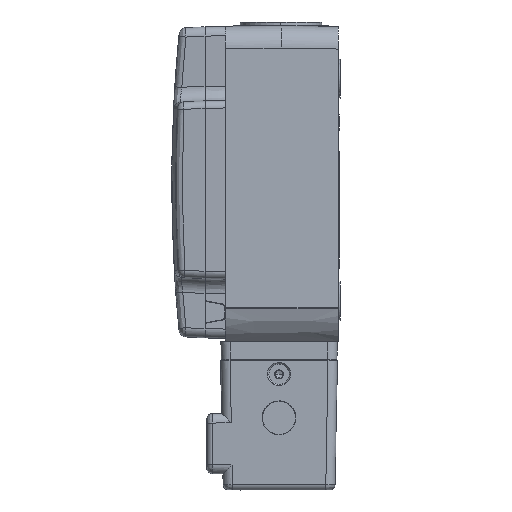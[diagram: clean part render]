
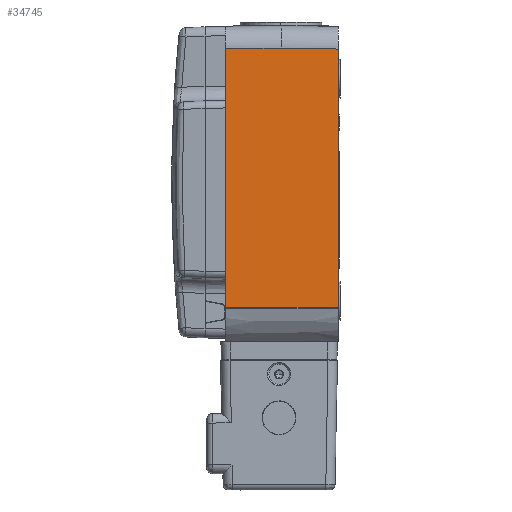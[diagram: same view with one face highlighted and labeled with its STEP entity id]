
A CAD part, left-side view. The second image highlights one B-rep face of the part: STEP entity #34745.
In plain terms, the highlighted planar face has unit normal (-1, -0.018, 0).
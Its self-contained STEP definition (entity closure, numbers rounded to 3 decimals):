
#3260=CARTESIAN_POINT('',(-20.468,0.,-31.863));
#3266=DIRECTION('',(0.,0.,-1.));
#3267=VECTOR('',#3266,69.864);
#3268=CARTESIAN_POINT('',(-20.468,0.,38.001));
#3269=LINE('',#3268,#3267);
#3278=CARTESIAN_POINT('',(-20.468,0.,38.001));
#3436=CARTESIAN_POINT('',(-21.,30.5,
-22.729));
#3446=DIRECTION('',(0.,0.,-1.));
#3447=VECTOR('',#3446,9.182);
#3448=CARTESIAN_POINT('',(-21.,30.5,
-22.729));
#3449=LINE('',#3448,#3447);
#3454=CARTESIAN_POINT('',(-21.,30.5,-31.912));
#3590=CARTESIAN_POINT('',(-21.,30.5,38.071));
#3600=DIRECTION('',(0.,0.,-1.));
#3601=VECTOR('',#3600,15.341);
#3602=CARTESIAN_POINT('',(-21.,30.5,38.071));
#3603=LINE('',#3602,#3601);
#3612=CARTESIAN_POINT('',(-21.,30.5,22.73));
#4412=DIRECTION('',(0.,0.,1.));
#4413=VECTOR('',#4412,44.191);
#4414=CARTESIAN_POINT('',(-21.001,30.575,
-22.095));
#4415=LINE('',#4414,#4413);
#4416=DIRECTION('',(0.017,-1.,0.013));
#4417=VECTOR('',#4416,15.096);
#4418=CARTESIAN_POINT('',(-21.,30.5,38.071));
#4419=LINE('',#4418,#4417);
#4420=DIRECTION('',(0.017,-1.,-0.017));
#4421=VECTOR('',#4420,15.412);
#4422=CARTESIAN_POINT('',(-20.737,15.408,38.27));
#4423=LINE('',#4422,#4421);
#4424=CARTESIAN_POINT('',(-21.,30.5,-31.912));
#4425=CARTESIAN_POINT('',(-20.941,27.127,
-31.906));
#4426=CARTESIAN_POINT('',(-20.823,20.37,
-31.896));
#4427=CARTESIAN_POINT('',(-20.646,10.203,
-31.88));
#4428=CARTESIAN_POINT('',(-20.527,3.405,
-31.869));
#4429=CARTESIAN_POINT('',(-20.468,0.,-31.863));
#24617=CARTESIAN_POINT('',(-21.,30.5,
-22.729));
#24618=CARTESIAN_POINT('',(-21.,30.5,
-22.68));
#24619=CARTESIAN_POINT('',(-21.,30.506,
-22.579));
#24620=CARTESIAN_POINT('',(-21.001,30.529,
-22.42));
#24621=CARTESIAN_POINT('',(-21.001,30.558,
-22.259));
#24622=CARTESIAN_POINT('',(-21.001,30.575,
-22.15));
#24623=CARTESIAN_POINT('',(-21.001,30.575,
-22.095));
#24648=CARTESIAN_POINT('',(-21.001,30.575,
22.095));
#24649=CARTESIAN_POINT('',(-21.001,30.575,
22.149));
#24650=CARTESIAN_POINT('',(-21.001,30.559,
22.256));
#24651=CARTESIAN_POINT('',(-21.001,30.529,
22.419));
#24652=CARTESIAN_POINT('',(-21.,30.506,
22.581));
#24653=CARTESIAN_POINT('',(-21.,30.5,
22.681));
#24654=CARTESIAN_POINT('',(-21.,30.5,
22.73));
#27332=CARTESIAN_POINT('',(-20.737,15.408,
38.27));
#27374=VERTEX_POINT('',#27332);
#27471=VERTEX_POINT('',#3260);
#27474=VERTEX_POINT('',#3454);
#31445=CARTESIAN_POINT('',(-21.001,30.575,
-22.095));
#31446=CARTESIAN_POINT('',(-21.001,30.575,
22.095));
#31447=VERTEX_POINT('',#31445);
#31448=VERTEX_POINT('',#31446);
#31522=VERTEX_POINT('',#3612);
#31539=VERTEX_POINT('',#3436);
#32211=VERTEX_POINT('',#3590);
#32214=VERTEX_POINT('',#3278);
#34723=CARTESIAN_POINT('',(-21.,30.5,-32.));
#34724=DIRECTION('',(-1.,-0.017,0.));
#34725=DIRECTION('',(0.,0.,1.));
#34726=AXIS2_PLACEMENT_3D('',#34723,#34724,#34725);
#34727=PLANE('',#34726);
#34728=ORIENTED_EDGE('',*,*,#33886,.F.);
#34730=ORIENTED_EDGE('',*,*,#34729,.T.);
#34732=ORIENTED_EDGE('',*,*,#34731,.T.);
#34734=ORIENTED_EDGE('',*,*,#34733,.T.);
#34735=ORIENTED_EDGE('',*,*,#33984,.F.);
#34737=ORIENTED_EDGE('',*,*,#34736,.T.);
#34739=ORIENTED_EDGE('',*,*,#34738,.T.);
#34740=ORIENTED_EDGE('',*,*,#32414,.T.);
#34742=ORIENTED_EDGE('',*,*,#34741,.F.);
#34743=EDGE_LOOP('',(#34728,#34730,#34732,#34734,#34735,#34737,#34739,#34740,
#34742));
#34744=FACE_OUTER_BOUND('',#34743,.F.);
#4430=B_SPLINE_CURVE_WITH_KNOTS('',3,(#4424,#4425,#4426,#4427,#4428,#4429),
.UNSPECIFIED.,.F.,.F.,(4,1,1,4),(0.,0.333,0.667,1.),
.UNSPECIFIED.);
#24624=B_SPLINE_CURVE_WITH_KNOTS('',3,(#24617,#24618,#24619,#24620,#24621,
#24622,#24623),.UNSPECIFIED.,.F.,.F.,(4,1,1,1,4),(0.,0.25,0.5,0.75,
1.),.UNSPECIFIED.);
#24655=B_SPLINE_CURVE_WITH_KNOTS('',3,(#24648,#24649,#24650,#24651,#24652,
#24653,#24654),.UNSPECIFIED.,.F.,.F.,(4,1,1,1,4),(0.,0.25,0.5,0.75,
1.),.UNSPECIFIED.);
#32414=EDGE_CURVE('',#32214,#27471,#3269,.T.);
#33886=EDGE_CURVE('',#31539,#27474,#3449,.T.);
#33984=EDGE_CURVE('',#32211,#31522,#3603,.T.);
#34729=EDGE_CURVE('',#31539,#31447,#24624,.T.);
#34731=EDGE_CURVE('',#31447,#31448,#4415,.T.);
#34733=EDGE_CURVE('',#31448,#31522,#24655,.T.);
#34736=EDGE_CURVE('',#32211,#27374,#4419,.T.);
#34738=EDGE_CURVE('',#27374,#32214,#4423,.T.);
#34741=EDGE_CURVE('',#27474,#27471,#4430,.T.);
#34745=ADVANCED_FACE('',(#34744),#34727,.T.);
